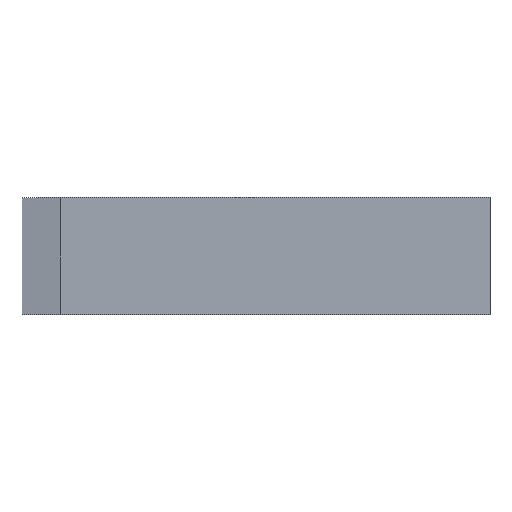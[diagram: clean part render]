
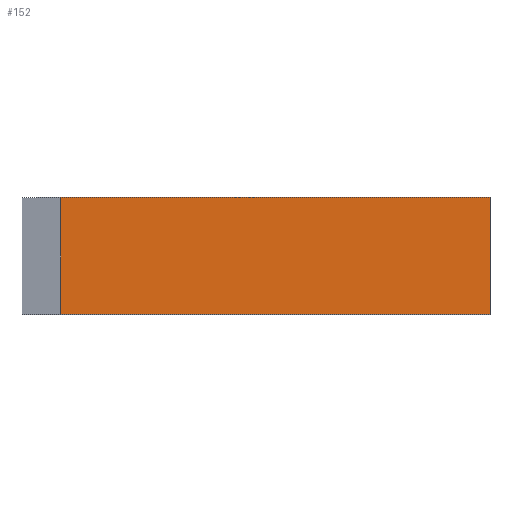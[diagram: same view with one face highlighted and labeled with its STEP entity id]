
A CAD part, top view. The second image highlights one B-rep face of the part: STEP entity #152.
In plain terms, the highlighted planar face has unit normal (0, 0, 1).
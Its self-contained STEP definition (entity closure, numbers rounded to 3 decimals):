
#22 = VERTEX_POINT('',#23);
#23 = CARTESIAN_POINT('',(-7.,-3.,2.8));
#31 = EDGE_CURVE('',#22,#32,#34,.T.);
#32 = VERTEX_POINT('',#33);
#33 = CARTESIAN_POINT('',(-7.,3.,2.8));
#34 = LINE('',#35,#36);
#35 = CARTESIAN_POINT('',(-7.,-3.,2.8));
#36 = VECTOR('',#37,1.);
#37 = DIRECTION('',(0.,1.,0.));
#79 = VERTEX_POINT('',#80);
#80 = CARTESIAN_POINT('',(15.,-3.,2.8));
#86 = EDGE_CURVE('',#79,#22,#87,.T.);
#87 = LINE('',#88,#89);
#88 = CARTESIAN_POINT('',(15.,-3.,2.8));
#89 = VECTOR('',#90,1.);
#90 = DIRECTION('',(-1.,0.,0.));
#125 = EDGE_CURVE('',#126,#32,#128,.T.);
#126 = VERTEX_POINT('',#127);
#127 = CARTESIAN_POINT('',(15.,3.,2.8));
#128 = LINE('',#129,#130);
#129 = CARTESIAN_POINT('',(20.835,3.,2.8));
#130 = VECTOR('',#131,1.);
#131 = DIRECTION('',(-1.,0.,0.));
#152 = ADVANCED_FACE('',(#153),#164,.T.);
#153 = FACE_BOUND('',#154,.T.);
#154 = EDGE_LOOP('',(#155,#156,#162,#163));
#155 = ORIENTED_EDGE('',*,*,#86,.F.);
#156 = ORIENTED_EDGE('',*,*,#157,.T.);
#157 = EDGE_CURVE('',#79,#126,#158,.T.);
#158 = LINE('',#159,#160);
#159 = CARTESIAN_POINT('',(15.,-3.,2.8));
#160 = VECTOR('',#161,1.);
#161 = DIRECTION('',(0.,1.,0.));
#162 = ORIENTED_EDGE('',*,*,#125,.T.);
#163 = ORIENTED_EDGE('',*,*,#31,.F.);
#164 = PLANE('',#165);
#165 = AXIS2_PLACEMENT_3D('',#166,#167,#168);
#166 = CARTESIAN_POINT('',(15.,-3.,2.8));
#167 = DIRECTION('',(0.,0.,1.));
#168 = DIRECTION('',(-1.,0.,0.));
